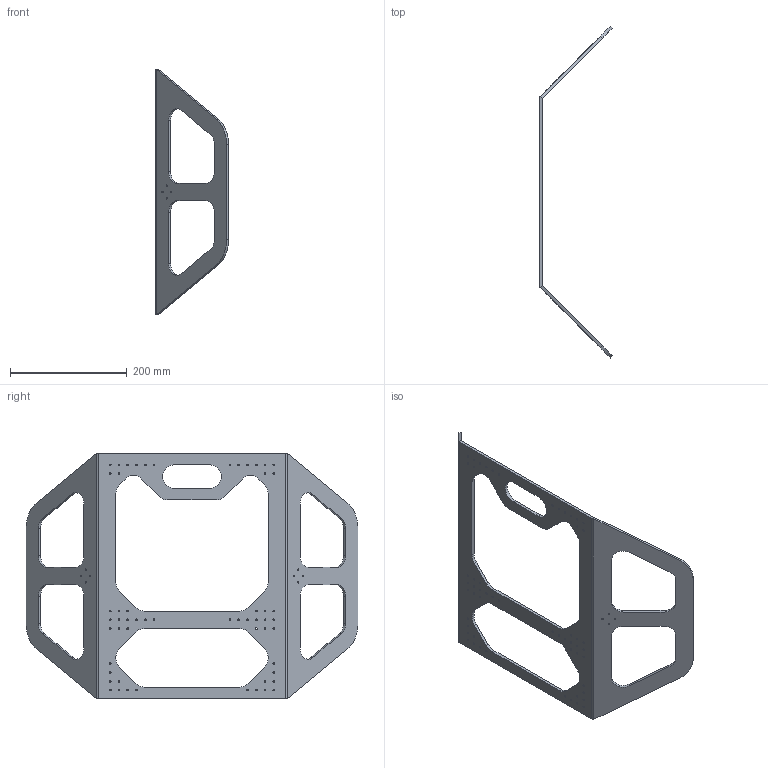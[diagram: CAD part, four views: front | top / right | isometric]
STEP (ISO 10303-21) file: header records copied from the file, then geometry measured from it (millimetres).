
FILE_DESCRIPTION(/* description */ (''),/* implementation_level */ '2;1');
FILE_NAME(/* name */ 'Gyrodos side plate 1.0 v3.step',/* time_stamp */ '2025-09-12T22:54:49+08:00',/* author */ (''),/* organization */ (''),/* preprocessor_version */ 'ST-DEVELOPER v20.1',/* originating_system */ 'Autodesk Translation Framework v14.10.0.0',/* authorisation */ '');
FILE_SCHEMA (('AUTOMOTIVE_DESIGN { 1 0 10303 214 3 1 1 }'));
Length unit declared in the file: millimetre
Products named in the file (2): Gyrodos side plate 1.0; Side Plate
Assembly tree (1 placements, depth 2):
  Gyrodos side plate 1.0
    Side Plate
Bounding box: 125.21 x 567.49 x 420 mm (x, y, z)
Volume: 593457.9 mm3; surface area: 266897.4 mm2
Topology: 1 solids, 1 shells, 156 faces, 454 edges, 300 vertices
Faces by surface type: cylinder 106, plane 50
Full cylindrical faces by diameter (mm): 3 x64
Entity records: 5583 total; most frequent: DIRECTION 984, CARTESIAN_POINT 913, ORIENTED_EDGE 908, EDGE_CURVE 454, AXIS2_PLACEMENT_3D 371, VERTEX_POINT 300, EDGE_LOOP 298, LINE 242
